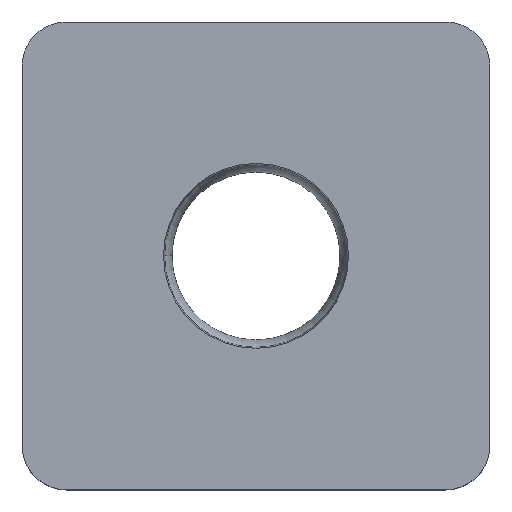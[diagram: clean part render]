
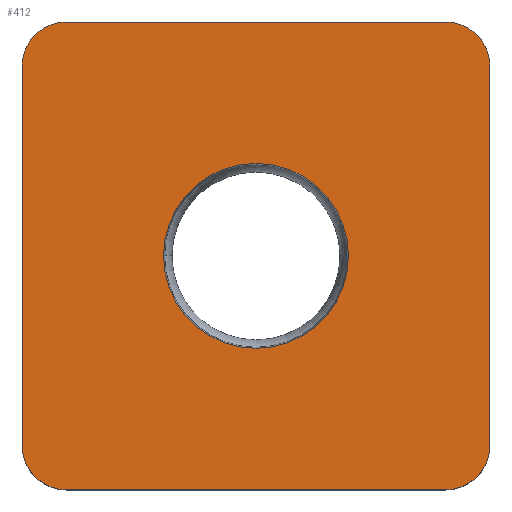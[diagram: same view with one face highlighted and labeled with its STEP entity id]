
A CAD part, top view. The second image highlights one B-rep face of the part: STEP entity #412.
In plain terms, the highlighted planar face has unit normal (0, 0, 1).
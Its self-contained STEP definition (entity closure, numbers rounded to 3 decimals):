
#50=DIRECTION('',(-1.,0.,0.));
#51=VECTOR('',#50,20.6);
#52=CARTESIAN_POINT('',(23.,0.,0.));
#53=LINE('',#52,#51);
#58=CARTESIAN_POINT('',(2.4,2.4,0.));
#59=DIRECTION('',(0.,0.,1.));
#60=DIRECTION('',(-1.,0.,0.));
#61=AXIS2_PLACEMENT_3D('',#58,#59,#60);
#66=DIRECTION('',(0.,1.,0.));
#67=VECTOR('',#66,20.6);
#68=CARTESIAN_POINT('',(0.,2.4,0.));
#69=LINE('',#68,#67);
#73=CARTESIAN_POINT('',(2.4,23.,0.));
#74=DIRECTION('',(0.,0.,1.));
#75=DIRECTION('',(0.,1.,0.));
#76=AXIS2_PLACEMENT_3D('',#73,#74,#75);
#81=DIRECTION('',(1.,0.,0.));
#82=VECTOR('',#81,20.6);
#83=CARTESIAN_POINT('',(2.4,25.4,0.));
#84=LINE('',#83,#82);
#88=CARTESIAN_POINT('',(23.,23.,0.));
#89=DIRECTION('',(0.,0.,1.));
#90=DIRECTION('',(1.,0.,0.));
#91=AXIS2_PLACEMENT_3D('',#88,#89,#90);
#96=DIRECTION('',(0.,-1.,0.));
#97=VECTOR('',#96,20.6);
#98=CARTESIAN_POINT('',(25.4,23.,0.));
#99=LINE('',#98,#97);
#103=CARTESIAN_POINT('',(23.,2.4,0.));
#104=DIRECTION('',(0.,0.,1.));
#105=DIRECTION('',(0.,-1.,0.));
#106=AXIS2_PLACEMENT_3D('',#103,#104,#105);
#111=CARTESIAN_POINT('',(12.7,12.7,0.));
#112=DIRECTION('',(0.,0.,-1.));
#113=DIRECTION('',(-1.,0.,0.));
#114=AXIS2_PLACEMENT_3D('',#111,#112,#113);
#119=CARTESIAN_POINT('',(12.7,12.7,0.));
#120=DIRECTION('',(0.,0.,-1.));
#121=DIRECTION('',(1.,0.,0.));
#122=AXIS2_PLACEMENT_3D('',#119,#120,#121);
#343=CARTESIAN_POINT('',(7.68,12.7,0.));
#344=CARTESIAN_POINT('',(17.72,12.7,0.));
#345=VERTEX_POINT('',#343);
#346=VERTEX_POINT('',#344);
#351=CARTESIAN_POINT('',(23.,0.,0.));
#352=CARTESIAN_POINT('',(2.4,0.,0.));
#353=VERTEX_POINT('',#351);
#354=VERTEX_POINT('',#352);
#355=CARTESIAN_POINT('',(0.,2.4,0.));
#356=CARTESIAN_POINT('',(0.,23.,0.));
#357=VERTEX_POINT('',#355);
#358=VERTEX_POINT('',#356);
#367=CARTESIAN_POINT('',(25.4,23.,0.));
#368=CARTESIAN_POINT('',(25.4,2.4,0.));
#369=VERTEX_POINT('',#367);
#370=VERTEX_POINT('',#368);
#371=CARTESIAN_POINT('',(2.4,25.4,0.));
#372=CARTESIAN_POINT('',(23.,25.4,0.));
#373=VERTEX_POINT('',#371);
#374=VERTEX_POINT('',#372);
#383=CARTESIAN_POINT('',(0.,0.,0.));
#384=DIRECTION('',(0.,0.,1.));
#385=DIRECTION('',(1.,0.,0.));
#386=AXIS2_PLACEMENT_3D('',#383,#384,#385);
#387=PLANE('',#386);
#389=ORIENTED_EDGE('',*,*,#388,.T.);
#391=ORIENTED_EDGE('',*,*,#390,.F.);
#393=ORIENTED_EDGE('',*,*,#392,.T.);
#395=ORIENTED_EDGE('',*,*,#394,.F.);
#397=ORIENTED_EDGE('',*,*,#396,.T.);
#399=ORIENTED_EDGE('',*,*,#398,.F.);
#401=ORIENTED_EDGE('',*,*,#400,.T.);
#403=ORIENTED_EDGE('',*,*,#402,.F.);
#404=EDGE_LOOP('',(#389,#391,#393,#395,#397,#399,#401,#403));
#405=FACE_OUTER_BOUND('',#404,.F.);
#407=ORIENTED_EDGE('',*,*,#406,.F.);
#409=ORIENTED_EDGE('',*,*,#408,.F.);
#410=EDGE_LOOP('',(#407,#409));
#411=FACE_BOUND('',#410,.F.);
#62=CIRCLE('',#61,2.4);
#77=CIRCLE('',#76,2.4);
#92=CIRCLE('',#91,2.4);
#107=CIRCLE('',#106,2.4);
#115=CIRCLE('',#114,5.02);
#123=CIRCLE('',#122,5.02);
#388=EDGE_CURVE('',#353,#354,#53,.T.);
#390=EDGE_CURVE('',#357,#354,#62,.T.);
#392=EDGE_CURVE('',#357,#358,#69,.T.);
#394=EDGE_CURVE('',#373,#358,#77,.T.);
#396=EDGE_CURVE('',#373,#374,#84,.T.);
#398=EDGE_CURVE('',#369,#374,#92,.T.);
#400=EDGE_CURVE('',#369,#370,#99,.T.);
#402=EDGE_CURVE('',#353,#370,#107,.T.);
#406=EDGE_CURVE('',#345,#346,#115,.T.);
#408=EDGE_CURVE('',#346,#345,#123,.T.);
#412=ADVANCED_FACE('',(#405,#411),#387,.T.);
